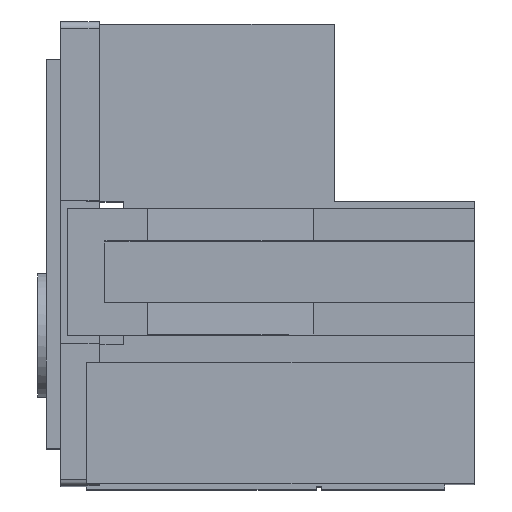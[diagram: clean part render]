
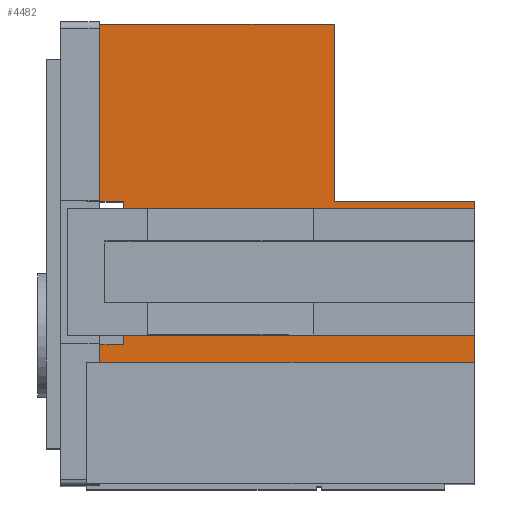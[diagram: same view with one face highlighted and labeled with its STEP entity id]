
A CAD part, top view. The second image highlights one B-rep face of the part: STEP entity #4482.
In plain terms, the highlighted planar face has unit normal (0, 0, 1).
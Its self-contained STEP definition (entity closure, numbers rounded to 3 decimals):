
#1037 = VERTEX_POINT ( 'NONE', #49876 ) ;
#1604 = ORIENTED_EDGE ( 'NONE', *, *, #75175, .F. ) ;
#3049 = DIRECTION ( 'NONE',  ( 1., 0., 0. ) ) ;
#3930 = VERTEX_POINT ( 'NONE', #60881 ) ;
#4274 = CARTESIAN_POINT ( 'NONE',  ( 18.4, 7.05, 31.325 ) ) ;
#4482 = ADVANCED_FACE ( 'NONE', ( #65580 ), #46540, .F. ) ;
#5466 = CARTESIAN_POINT ( 'NONE',  ( 18.4, 13.4, 31.325 ) ) ;
#5640 = CARTESIAN_POINT ( 'NONE',  ( 1.75, 6.6, 31.325 ) ) ;
#7002 = DIRECTION ( 'NONE',  ( 1., 0., 0. ) ) ;
#7147 = VECTOR ( 'NONE', #25456, 1000. ) ;
#7679 = CARTESIAN_POINT ( 'NONE',  ( 1.75, 6.6, 31.325 ) ) ;
#7778 = VERTEX_POINT ( 'NONE', #66489 ) ;
#8729 = LINE ( 'NONE', #33452, #51757 ) ;
#10025 = CARTESIAN_POINT ( 'NONE',  ( 0., 21.8, 31.325 ) ) ;
#11434 = ORIENTED_EDGE ( 'NONE', *, *, #43909, .F. ) ;
#11766 = ORIENTED_EDGE ( 'NONE', *, *, #29246, .T. ) ;
#12326 = LINE ( 'NONE', #37050, #15257 ) ;
#13377 = ORIENTED_EDGE ( 'NONE', *, *, #33111, .T. ) ;
#13409 = EDGE_CURVE ( 'NONE', #32199, #73813, #8729, .T. ) ;
#14462 = VERTEX_POINT ( 'NONE', #4274 ) ;
#15257 = VECTOR ( 'NONE', #68270, 1000. ) ;
#15453 = VERTEX_POINT ( 'NONE', #5466 ) ;
#15597 = LINE ( 'NONE', #76865, #59476 ) ;
#18053 = VECTOR ( 'NONE', #72071, 1000. ) ;
#18086 = VECTOR ( 'NONE', #7002, 1000. ) ;
#18355 = ORIENTED_EDGE ( 'NONE', *, *, #19088, .T. ) ;
#18942 = CARTESIAN_POINT ( 'NONE',  ( 15.07, 7.05, 31.325 ) ) ;
#19088 = EDGE_CURVE ( 'NONE', #32199, #67695, #55485, .T. ) ;
#20908 = CARTESIAN_POINT ( 'NONE',  ( 0., 13.4, 31.325 ) ) ;
#20928 = EDGE_CURVE ( 'NONE', #31764, #15453, #12326, .T. ) ;
#21869 = VERTEX_POINT ( 'NONE', #57360 ) ;
#22198 = DIRECTION ( 'NONE',  ( 0., 0., -1. ) ) ;
#22638 = ORIENTED_EDGE ( 'NONE', *, *, #30000, .T. ) ;
#25456 = DIRECTION ( 'NONE',  ( 0., 1., 0. ) ) ;
#27121 = VECTOR ( 'NONE', #60853, 1000. ) ;
#28564 = EDGE_CURVE ( 'NONE', #73813, #30643, #64467, .T. ) ;
#29246 = EDGE_CURVE ( 'NONE', #1037, #33120, #34743, .T. ) ;
#29476 = ORIENTED_EDGE ( 'NONE', *, *, #20928, .F. ) ;
#30000 = EDGE_CURVE ( 'NONE', #35004, #3930, #65386, .T. ) ;
#30643 = VERTEX_POINT ( 'NONE', #20908 ) ;
#30946 = VECTOR ( 'NONE', #52721, 1000. ) ;
#31764 = VERTEX_POINT ( 'NONE', #60144 ) ;
#31993 = AXIS2_PLACEMENT_3D ( 'NONE', #10025, #22198, #65201 ) ;
#32199 = VERTEX_POINT ( 'NONE', #7679 ) ;
#32993 = ORIENTED_EDGE ( 'NONE', *, *, #58594, .F. ) ;
#33081 = CARTESIAN_POINT ( 'NONE',  ( 0., 5.75, 31.325 ) ) ;
#33111 = EDGE_CURVE ( 'NONE', #38693, #15453, #49858, .T. ) ;
#33120 = VERTEX_POINT ( 'NONE', #61623 ) ;
#33452 = CARTESIAN_POINT ( 'NONE',  ( 1.75, 13.4, 31.325 ) ) ;
#34743 = LINE ( 'NONE', #47322, #18053 ) ;
#35004 = VERTEX_POINT ( 'NONE', #33081 ) ;
#36016 = LINE ( 'NONE', #18942, #78566 ) ;
#36440 = DIRECTION ( 'NONE',  ( -1., 0., 0. ) ) ;
#36453 = LINE ( 'NONE', #61199, #7147 ) ;
#37050 = CARTESIAN_POINT ( 'NONE',  ( 18.4, 13.4, 31.325 ) ) ;
#37380 = CARTESIAN_POINT ( 'NONE',  ( 0., 6.6, 31.325 ) ) ;
#38476 = VECTOR ( 'NONE', #36440, 1000. ) ;
#38693 = VERTEX_POINT ( 'NONE', #44715 ) ;
#39082 = ORIENTED_EDGE ( 'NONE', *, *, #28564, .F. ) ;
#39436 = CARTESIAN_POINT ( 'NONE',  ( 18.4, 13.05, 31.325 ) ) ;
#39615 = ORIENTED_EDGE ( 'NONE', *, *, #13409, .F. ) ;
#40931 = CARTESIAN_POINT ( 'NONE',  ( 0., 21.8, 31.325 ) ) ;
#41052 = DIRECTION ( 'NONE',  ( 1., 0., 0. ) ) ;
#41937 = CARTESIAN_POINT ( 'NONE',  ( 11.75, 13.4, 31.325 ) ) ;
#43468 = DIRECTION ( 'NONE',  ( 0., 1., 0. ) ) ;
#43909 = EDGE_CURVE ( 'NONE', #35004, #67695, #66455, .T. ) ;
#44279 = LINE ( 'NONE', #49944, #62365 ) ;
#44715 = CARTESIAN_POINT ( 'NONE',  ( 18.4, 13.05, 31.325 ) ) ;
#46540 = PLANE ( 'NONE',  #31993 ) ;
#47033 = CARTESIAN_POINT ( 'NONE',  ( 1.75, 13.4, 31.325 ) ) ;
#47322 = CARTESIAN_POINT ( 'NONE',  ( 15.07, 7.05, 31.325 ) ) ;
#47405 = DIRECTION ( 'NONE',  ( 0., 1., 0. ) ) ;
#48182 = EDGE_LOOP ( 'NONE', ( #70441, #39082, #39615, #18355, #11434, #22638, #67190, #1604, #11766, #70146, #13377, #29476, #77438, #32993 ) ) ;
#49584 = EDGE_CURVE ( 'NONE', #33120, #38693, #75145, .T. ) ;
#49858 = LINE ( 'NONE', #62433, #27121 ) ;
#49876 = CARTESIAN_POINT ( 'NONE',  ( 15.07, 7.05, 31.325 ) ) ;
#49944 = CARTESIAN_POINT ( 'NONE',  ( 18.4, 21.8, 31.325 ) ) ;
#51757 = VECTOR ( 'NONE', #73457, 1000. ) ;
#52721 = DIRECTION ( 'NONE',  ( -1., 0., 0. ) ) ;
#53518 = EDGE_CURVE ( 'NONE', #3930, #14462, #44279, .T. ) ;
#55485 = LINE ( 'NONE', #5640, #38476 ) ;
#55873 = DIRECTION ( 'NONE',  ( 1., 0., 0. ) ) ;
#57360 = CARTESIAN_POINT ( 'NONE',  ( 0., 21.8, 31.325 ) ) ;
#58594 = EDGE_CURVE ( 'NONE', #21869, #7778, #15597, .T. ) ;
#59298 = CARTESIAN_POINT ( 'NONE',  ( 0., 5.75, 31.325 ) ) ;
#59476 = VECTOR ( 'NONE', #3049, 1000. ) ;
#60144 = CARTESIAN_POINT ( 'NONE',  ( 11.75, 13.4, 31.325 ) ) ;
#60853 = DIRECTION ( 'NONE',  ( 0., 1., 0. ) ) ;
#60881 = CARTESIAN_POINT ( 'NONE',  ( 18.4, 5.75, 31.325 ) ) ;
#61199 = CARTESIAN_POINT ( 'NONE',  ( 0., 21.8, 31.325 ) ) ;
#61623 = CARTESIAN_POINT ( 'NONE',  ( 15.07, 13.05, 31.325 ) ) ;
#62365 = VECTOR ( 'NONE', #43468, 1000. ) ;
#62433 = CARTESIAN_POINT ( 'NONE',  ( 18.4, 13.05, 31.325 ) ) ;
#63211 = EDGE_CURVE ( 'NONE', #7778, #31764, #65475, .T. ) ;
#64467 = LINE ( 'NONE', #47033, #30946 ) ;
#65071 = CARTESIAN_POINT ( 'NONE',  ( 1.75, 13.4, 31.325 ) ) ;
#65201 = DIRECTION ( 'NONE',  ( -1., 0., 0. ) ) ;
#65386 = LINE ( 'NONE', #59298, #71050 ) ;
#65475 = LINE ( 'NONE', #41937, #68759 ) ;
#65580 = FACE_OUTER_BOUND ( 'NONE', #48182, .T. ) ;
#66455 = LINE ( 'NONE', #40931, #71413 ) ;
#66489 = CARTESIAN_POINT ( 'NONE',  ( 11.75, 21.8, 31.325 ) ) ;
#67190 = ORIENTED_EDGE ( 'NONE', *, *, #53518, .T. ) ;
#67695 = VERTEX_POINT ( 'NONE', #37380 ) ;
#68270 = DIRECTION ( 'NONE',  ( 1., 0., 0. ) ) ;
#68759 = VECTOR ( 'NONE', #72363, 1000. ) ;
#70146 = ORIENTED_EDGE ( 'NONE', *, *, #49584, .T. ) ;
#70441 = ORIENTED_EDGE ( 'NONE', *, *, #71229, .F. ) ;
#71050 = VECTOR ( 'NONE', #41052, 1000. ) ;
#71229 = EDGE_CURVE ( 'NONE', #30643, #21869, #36453, .T. ) ;
#71413 = VECTOR ( 'NONE', #47405, 1000. ) ;
#72071 = DIRECTION ( 'NONE',  ( 0., 1., 0. ) ) ;
#72363 = DIRECTION ( 'NONE',  ( 0., -1., 0. ) ) ;
#73457 = DIRECTION ( 'NONE',  ( 0., 1., 0. ) ) ;
#73813 = VERTEX_POINT ( 'NONE', #65071 ) ;
#75145 = LINE ( 'NONE', #39436, #18086 ) ;
#75175 = EDGE_CURVE ( 'NONE', #1037, #14462, #36016, .T. ) ;
#76865 = CARTESIAN_POINT ( 'NONE',  ( 0., 21.8, 31.325 ) ) ;
#77438 = ORIENTED_EDGE ( 'NONE', *, *, #63211, .F. ) ;
#78566 = VECTOR ( 'NONE', #55873, 1000. ) ;
